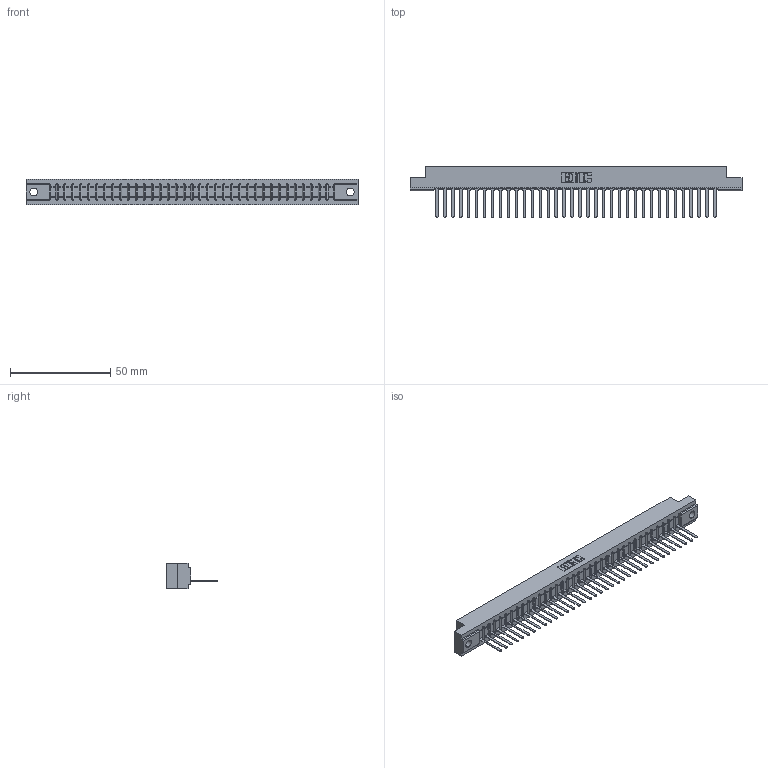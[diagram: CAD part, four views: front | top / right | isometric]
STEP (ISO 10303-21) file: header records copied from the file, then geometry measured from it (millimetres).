
FILE_DESCRIPTION (( 'STEP AP203' ), '1' );
FILE_NAME ('307-036-447-102.STEP', '2020-09-29T00:53:17', ( '' ), ( '' ), 'SwSTEP 2.0', 'SolidWorks 2020', '' );
FILE_SCHEMA (( 'CONFIG_CONTROL_DESIGN' ));
Length unit declared in the file: inch
Products named in the file (3): 307-036-447-102; 307-290-001_547; 307 Part_.128 Dia Mounting Holes
Assembly tree (37 placements, depth 2):
  307-036-447-102
    307 Part_.128 Dia Mounting Holes
    307-290-001_547  x36
Bounding box: 165.66 x 25.43 x 12.7 mm (x, y, z)
Volume: 17158.5 mm3; surface area: 18411 mm2
Topology: 37 solids, 37 shells, 2171 faces, 6155 edges, 3954 vertices
Faces by surface type: plane 1402, cylinder 695, sphere 74
Entity records: 31572 total; most frequent: CARTESIAN_POINT 5316, ORIENTED_EDGE 5302, DIRECTION 5173, EDGE_CURVE 2651, LINE 2031, VECTOR 2031, VERTEX_POINT 1714, AXIS2_PLACEMENT_3D 1571
